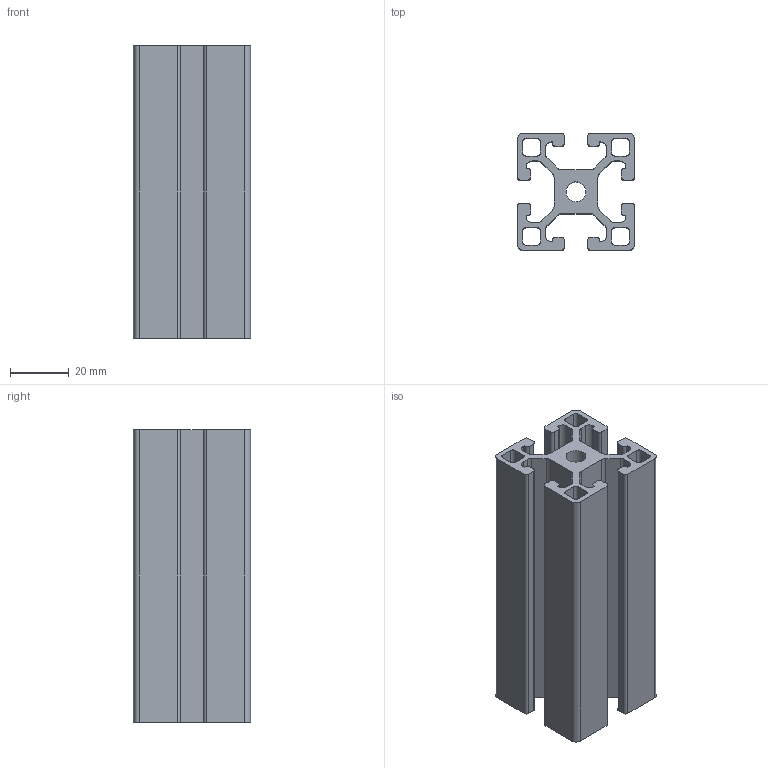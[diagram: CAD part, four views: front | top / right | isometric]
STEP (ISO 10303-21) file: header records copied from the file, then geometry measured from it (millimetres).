
FILE_DESCRIPTION(/* description */ (''),/* implementation_level */ '2;1');
FILE_NAME(/* name */ 'BPRDD0000106.stp',/* time_stamp */ '2017-07-12T11:54:23+02:00',/* author */ ('fzagni'),/* organization */ (''),/* preprocessor_version */ 'ST-DEVELOPER v16.1',/* originating_system */ 'Autodesk Inventor 2016',/* authorisation */ '');
FILE_SCHEMA (('AUTOMOTIVE_DESIGN { 1 0 10303 214 3 1 1 }'));
Length unit declared in the file: millimetre
Products named in the file (1): BPRDD0000114
Bounding box: 40 x 40 x 100 mm (x, y, z)
Volume: 66770.4 mm3; surface area: 46752.8 mm2
Topology: 1 solids, 1 shells, 147 faces, 435 edges, 290 vertices
Faces by surface type: plane 78, cylinder 69
Full cylindrical faces by diameter (mm): 6.8 x1
Entity records: 4986 total; most frequent: CARTESIAN_POINT 872, ORIENTED_EDGE 868, DIRECTION 868, EDGE_CURVE 434, LINE 296, VECTOR 296, VERTEX_POINT 290, AXIS2_PLACEMENT_3D 286
